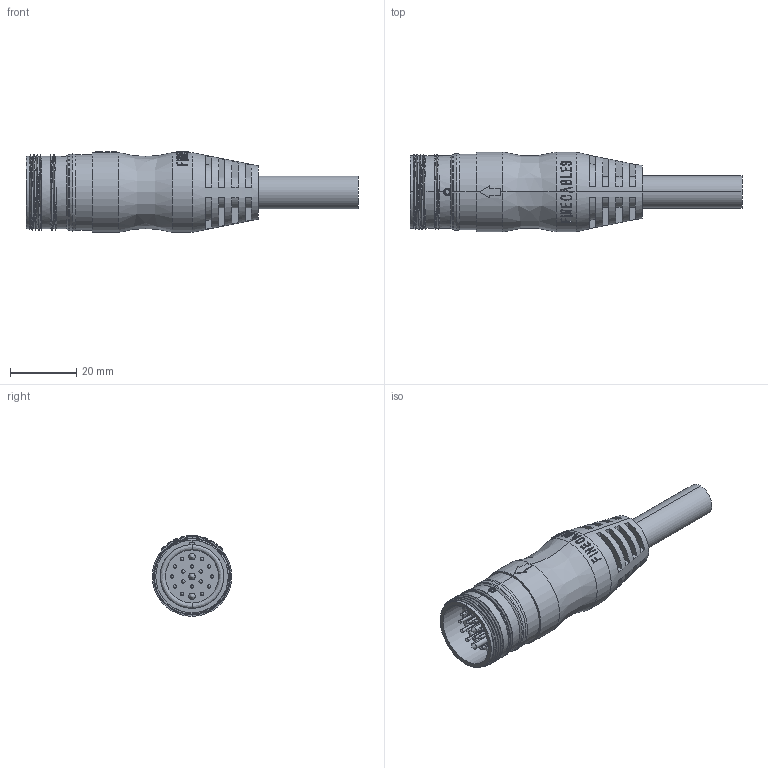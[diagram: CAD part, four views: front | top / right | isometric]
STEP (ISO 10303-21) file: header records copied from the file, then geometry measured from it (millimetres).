
FILE_DESCRIPTION (( 'STEP AP203' ), '1' );
FILE_NAME ('P368.STEP', '2020-04-15T07:10:38', ( 'edpusr' ), ( 'Microsoft' ), 'SwSTEP 2.0', 'SolidWorks 2015', '' );
FILE_SCHEMA (( 'CONFIG_CONTROL_DESIGN' ));
Length unit declared in the file: millimetre
Products named in the file (1): P368
Bounding box: 100 x 24 x 24.3 mm (x, y, z)
Volume: 25638.5 mm3; surface area: 9149 mm2
Topology: 2 solids, 2 shells, 450 faces, 1169 edges, 772 vertices
Faces by surface type: bspline 236, plane 111, cylinder 95, cone 8
Entity records: 35296 total; most frequent: CARTESIAN_POINT 25764, ORIENTED_EDGE 2338, DIRECTION 1281, EDGE_CURVE 1169, VERTEX_POINT 772, EDGE_LOOP 501, B_SPLINE_CURVE_WITH_KNOTS 486, LINE 455
